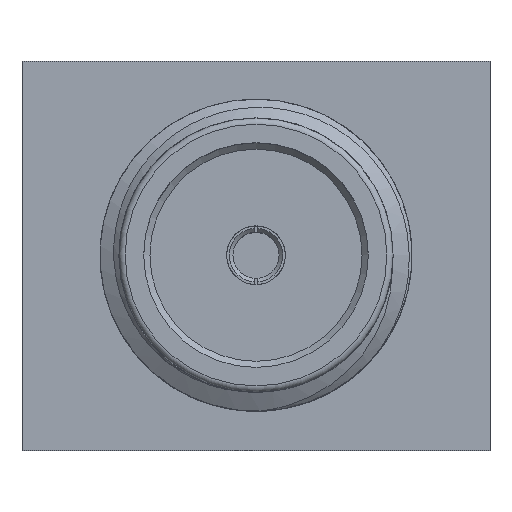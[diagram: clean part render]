
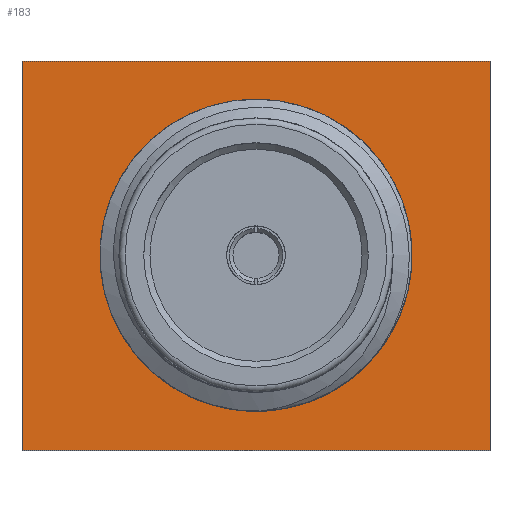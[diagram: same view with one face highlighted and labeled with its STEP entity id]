
A CAD part, top view. The second image highlights one B-rep face of the part: STEP entity #183.
In plain terms, the highlighted planar face has unit normal (0, 0, 1).
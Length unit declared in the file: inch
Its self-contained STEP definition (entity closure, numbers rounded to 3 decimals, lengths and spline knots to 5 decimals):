
#73 = EDGE_CURVE ( 'NONE', #2877, #443, #1471, .T. ) ;
#164 = DIRECTION ( 'NONE',  ( 1., 0., 0. ) ) ;
#183 = ADVANCED_FACE ( 'NONE', ( #1749, #2836 ), #2580, .F. ) ;
#201 = VERTEX_POINT ( 'NONE', #3169 ) ;
#361 = VECTOR ( 'NONE', #721, 39.37008 ) ;
#400 = DIRECTION ( 'NONE',  ( 0., -1., 0. ) ) ;
#420 = LINE ( 'NONE', #2254, #2019 ) ;
#440 = EDGE_CURVE ( 'NONE', #201, #201, #2378, .T. ) ;
#443 = VERTEX_POINT ( 'NONE', #2108 ) ;
#535 = CARTESIAN_POINT ( 'NONE',  ( 0.1875, -0.156, 0.012 ) ) ;
#552 = EDGE_LOOP ( 'NONE', ( #3410 ) ) ;
#574 = EDGE_CURVE ( 'NONE', #443, #932, #3297, .T. ) ;
#713 = ORIENTED_EDGE ( 'NONE', *, *, #2581, .T. ) ;
#721 = DIRECTION ( 'NONE',  ( -1., 0., 0. ) ) ;
#735 = CARTESIAN_POINT ( 'NONE',  ( -0.1875, 0.156, 0.012 ) ) ;
#844 = CARTESIAN_POINT ( 'NONE',  ( 0.1875, -0.156, 0.012 ) ) ;
#932 = VERTEX_POINT ( 'NONE', #2031 ) ;
#979 = DIRECTION ( 'NONE',  ( -1., 0., 0. ) ) ;
#995 = DIRECTION ( 'NONE',  ( 0., 0., -1. ) ) ;
#1056 = ORIENTED_EDGE ( 'NONE', *, *, #1459, .T. ) ;
#1316 = AXIS2_PLACEMENT_3D ( 'NONE', #3437, #2656, #3471 ) ;
#1459 = EDGE_CURVE ( 'NONE', #932, #1672, #420, .T. ) ;
#1471 = LINE ( 'NONE', #735, #361 ) ;
#1581 = EDGE_LOOP ( 'NONE', ( #713, #3204, #3373, #1056 ) ) ;
#1640 = AXIS2_PLACEMENT_3D ( 'NONE', #2333, #995, #979 ) ;
#1672 = VERTEX_POINT ( 'NONE', #535 ) ;
#1749 = FACE_BOUND ( 'NONE', #552, .T. ) ;
#1757 = VECTOR ( 'NONE', #3273, 39.37008 ) ;
#2019 = VECTOR ( 'NONE', #164, 39.37008 ) ;
#2031 = CARTESIAN_POINT ( 'NONE',  ( -0.1875, -0.156, 0.012 ) ) ;
#2108 = CARTESIAN_POINT ( 'NONE',  ( -0.1875, 0.156, 0.012 ) ) ;
#2149 = VECTOR ( 'NONE', #400, 39.37008 ) ;
#2190 = LINE ( 'NONE', #844, #1757 ) ;
#2254 = CARTESIAN_POINT ( 'NONE',  ( -0.1875, -0.156, 0.012 ) ) ;
#2333 = CARTESIAN_POINT ( 'NONE',  ( 0., 0., 0.012 ) ) ;
#2378 = CIRCLE ( 'NONE', #1316, 0.11989 ) ;
#2498 = CARTESIAN_POINT ( 'NONE',  ( -0.1875, -0.156, 0.012 ) ) ;
#2580 = PLANE ( 'NONE',  #1640 ) ;
#2581 = EDGE_CURVE ( 'NONE', #1672, #2877, #2190, .T. ) ;
#2656 = DIRECTION ( 'NONE',  ( 0., 0., -1. ) ) ;
#2836 = FACE_OUTER_BOUND ( 'NONE', #1581, .T. ) ;
#2877 = VERTEX_POINT ( 'NONE', #2893 ) ;
#2893 = CARTESIAN_POINT ( 'NONE',  ( 0.1875, 0.156, 0.012 ) ) ;
#3169 = CARTESIAN_POINT ( 'NONE',  ( -0.11989, 0., 0.012 ) ) ;
#3204 = ORIENTED_EDGE ( 'NONE', *, *, #73, .T. ) ;
#3273 = DIRECTION ( 'NONE',  ( 0., 1., 0. ) ) ;
#3297 = LINE ( 'NONE', #2498, #2149 ) ;
#3373 = ORIENTED_EDGE ( 'NONE', *, *, #574, .T. ) ;
#3410 = ORIENTED_EDGE ( 'NONE', *, *, #440, .T. ) ;
#3437 = CARTESIAN_POINT ( 'NONE',  ( 0., 0., 0.012 ) ) ;
#3471 = DIRECTION ( 'NONE',  ( -1., 0., 0. ) ) ;
